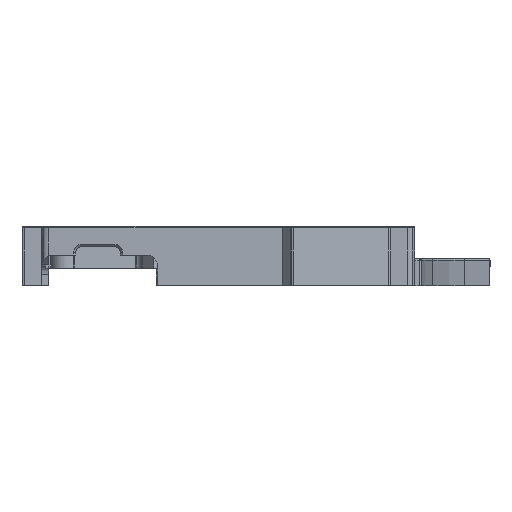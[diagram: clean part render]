
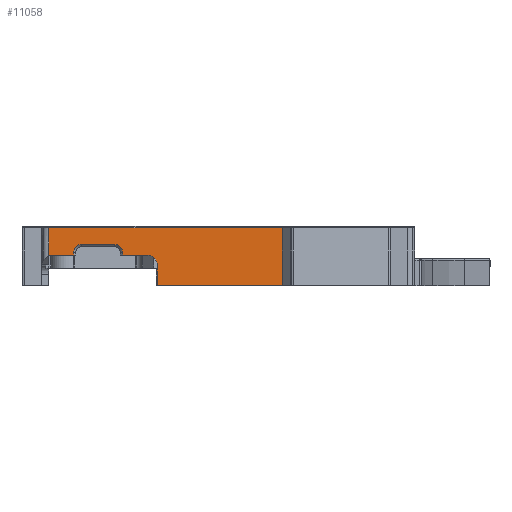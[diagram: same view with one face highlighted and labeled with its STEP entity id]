
A CAD part, left-side view. The second image highlights one B-rep face of the part: STEP entity #11058.
In plain terms, the highlighted planar face has unit normal (-1, 0, 0).
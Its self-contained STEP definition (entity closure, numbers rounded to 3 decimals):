
#108 = CARTESIAN_POINT ( 'NONE',  ( 28.638, -98.604, 10.2 ) ) ;
#265 = FACE_OUTER_BOUND ( 'NONE', #7843, .T. ) ;
#423 = EDGE_CURVE ( 'NONE', #784, #9992, #12194, .T. ) ;
#593 = ORIENTED_EDGE ( 'NONE', *, *, #14142, .F. ) ;
#676 = CARTESIAN_POINT ( 'NONE',  ( 28.638, -64.8, 4.93 ) ) ;
#784 = VERTEX_POINT ( 'NONE', #5372 ) ;
#930 = DIRECTION ( 'NONE',  ( 0., -1., 0. ) ) ;
#1205 = CARTESIAN_POINT ( 'NONE',  ( 28.638, -49.155, 10.2 ) ) ;
#1310 = DIRECTION ( 'NONE',  ( 0., -1., 0. ) ) ;
#1564 = DIRECTION ( 'NONE',  ( -1., 0., 0. ) ) ;
#1765 = VECTOR ( 'NONE', #9557, 1000. ) ;
#1789 = VERTEX_POINT ( 'NONE', #10435 ) ;
#1935 = CARTESIAN_POINT ( 'NONE',  ( 28.638, -70.1, 2.345 ) ) ;
#2079 = DIRECTION ( 'NONE',  ( -1., 0., 0. ) ) ;
#2192 = LINE ( 'NONE', #11592, #16867 ) ;
#2577 = DIRECTION ( 'NONE',  ( 0., 0., -1. ) ) ;
#2844 = VERTEX_POINT ( 'NONE', #10438 ) ;
#3395 = CARTESIAN_POINT ( 'NONE',  ( 28.638, -64.8, 2.44 ) ) ;
#4278 = DIRECTION ( 'NONE',  ( 0., 1., 0. ) ) ;
#4993 = ORIENTED_EDGE ( 'NONE', *, *, #13781, .F. ) ;
#5144 = CARTESIAN_POINT ( 'NONE',  ( 28.638, -63.1, 4.93 ) ) ;
#5164 = EDGE_CURVE ( 'NONE', #6772, #5284, #15089, .T. ) ;
#5262 = CARTESIAN_POINT ( 'NONE',  ( 28.638, -54.4, 1.855 ) ) ;
#5284 = VERTEX_POINT ( 'NONE', #1205 ) ;
#5372 = CARTESIAN_POINT ( 'NONE',  ( 28.638, -70.1, 4.345 ) ) ;
#5634 = VECTOR ( 'NONE', #8752, 1000. ) ;
#5750 = ORIENTED_EDGE ( 'NONE', *, *, #15794, .F. ) ;
#5889 = DIRECTION ( 'NONE',  ( 0., -1., 0. ) ) ;
#6566 = EDGE_CURVE ( 'NONE', #17451, #1789, #12832, .T. ) ;
#6670 = CARTESIAN_POINT ( 'NONE',  ( 28.638, -54.4, 4.93 ) ) ;
#6766 = VERTEX_POINT ( 'NONE', #676 ) ;
#6772 = VERTEX_POINT ( 'NONE', #8428 ) ;
#7593 = ORIENTED_EDGE ( 'NONE', *, *, #423, .T. ) ;
#7660 = EDGE_CURVE ( 'NONE', #16325, #15406, #18134, .T. ) ;
#7843 = EDGE_LOOP ( 'NONE', ( #9788, #8825, #9953, #9719, #17955, #11348, #593, #5750, #12051, #10095, #7593, #16647, #4993 ) ) ;
#8084 = VECTOR ( 'NONE', #9739, 1000. ) ;
#8299 = AXIS2_PLACEMENT_3D ( 'NONE', #9638, #2079, #15871 ) ;
#8311 = VECTOR ( 'NONE', #2577, 1000. ) ;
#8400 = AXIS2_PLACEMENT_3D ( 'NONE', #5144, #15299, #1310 ) ;
#8428 = CARTESIAN_POINT ( 'NONE',  ( 28.638, -49.155, 4.345 ) ) ;
#8437 = EDGE_CURVE ( 'NONE', #9992, #10739, #11878, .T. ) ;
#8752 = DIRECTION ( 'NONE',  ( 0., 0., 1. ) ) ;
#8825 = ORIENTED_EDGE ( 'NONE', *, *, #12701, .T. ) ;
#8851 = VECTOR ( 'NONE', #9810, 1000. ) ;
#9106 = DIRECTION ( 'NONE',  ( 0., 1., 0. ) ) ;
#9197 = CARTESIAN_POINT ( 'NONE',  ( 28.638, -72.1, 2.345 ) ) ;
#9304 = CIRCLE ( 'NONE', #11911, 1.7 ) ;
#9557 = DIRECTION ( 'NONE',  ( 0., 0., -1. ) ) ;
#9638 = CARTESIAN_POINT ( 'NONE',  ( 28.638, -47.655, -0.05 ) ) ;
#9719 = ORIENTED_EDGE ( 'NONE', *, *, #13437, .T. ) ;
#9739 = DIRECTION ( 'NONE',  ( 0., 0., 1. ) ) ;
#9788 = ORIENTED_EDGE ( 'NONE', *, *, #7660, .T. ) ;
#9810 = DIRECTION ( 'NONE',  ( 0., 0., 1. ) ) ;
#9953 = ORIENTED_EDGE ( 'NONE', *, *, #5164, .F. ) ;
#9992 = VERTEX_POINT ( 'NONE', #9197 ) ;
#10095 = ORIENTED_EDGE ( 'NONE', *, *, #19001, .T. ) ;
#10388 = CARTESIAN_POINT ( 'NONE',  ( 28.638, -98.604, -0.05 ) ) ;
#10435 = CARTESIAN_POINT ( 'NONE',  ( 28.638, -54.4, 4.345 ) ) ;
#10438 = CARTESIAN_POINT ( 'NONE',  ( 28.638, -64.8, 4.345 ) ) ;
#10739 = VERTEX_POINT ( 'NONE', #17918 ) ;
#10749 = CARTESIAN_POINT ( 'NONE',  ( 28.638, -56.1, 4.93 ) ) ;
#11058 = ADVANCED_FACE ( 'NONE', ( #265 ), #11385, .T. ) ;
#11211 = EDGE_CURVE ( 'NONE', #13288, #17451, #9304, .T. ) ;
#11290 = VECTOR ( 'NONE', #4278, 1000. ) ;
#11348 = ORIENTED_EDGE ( 'NONE', *, *, #11211, .F. ) ;
#11385 = PLANE ( 'NONE',  #8299 ) ;
#11592 = CARTESIAN_POINT ( 'NONE',  ( 28.638, -98.604, -2.05 ) ) ;
#11753 = CARTESIAN_POINT ( 'NONE',  ( 28.638, -48.405, 4.345 ) ) ;
#11878 = LINE ( 'NONE', #15040, #8311 ) ;
#11911 = AXIS2_PLACEMENT_3D ( 'NONE', #10749, #1564, #15553 ) ;
#12039 = CARTESIAN_POINT ( 'NONE',  ( 28.638, -49.155, -0.05 ) ) ;
#12051 = ORIENTED_EDGE ( 'NONE', *, *, #15717, .F. ) ;
#12194 = CIRCLE ( 'NONE', #19330, 2. ) ;
#12224 = LINE ( 'NONE', #18534, #12311 ) ;
#12311 = VECTOR ( 'NONE', #5889, 1000. ) ;
#12379 = LINE ( 'NONE', #16962, #13258 ) ;
#12701 = EDGE_CURVE ( 'NONE', #15406, #5284, #12379, .T. ) ;
#12832 = LINE ( 'NONE', #5262, #1765 ) ;
#12890 = CARTESIAN_POINT ( 'NONE',  ( 28.638, -98.604, -2.05 ) ) ;
#13258 = VECTOR ( 'NONE', #9106, 1000. ) ;
#13286 = LINE ( 'NONE', #11753, #14365 ) ;
#13288 = VERTEX_POINT ( 'NONE', #16201 ) ;
#13437 = EDGE_CURVE ( 'NONE', #6772, #1789, #12224, .T. ) ;
#13490 = LINE ( 'NONE', #14808, #11290 ) ;
#13781 = EDGE_CURVE ( 'NONE', #16325, #10739, #2192, .T. ) ;
#14142 = EDGE_CURVE ( 'NONE', #18778, #13288, #13490, .T. ) ;
#14365 = VECTOR ( 'NONE', #930, 1000. ) ;
#14444 = LINE ( 'NONE', #3395, #8084 ) ;
#14747 = DIRECTION ( 'NONE',  ( 0., 1., 0. ) ) ;
#14808 = CARTESIAN_POINT ( 'NONE',  ( 28.638, -51.878, 6.63 ) ) ;
#15040 = CARTESIAN_POINT ( 'NONE',  ( 28.638, -72.1, 1.147 ) ) ;
#15089 = LINE ( 'NONE', #12039, #5634 ) ;
#15299 = DIRECTION ( 'NONE',  ( -1., 0., 0. ) ) ;
#15406 = VERTEX_POINT ( 'NONE', #108 ) ;
#15553 = DIRECTION ( 'NONE',  ( 0., 0., 1. ) ) ;
#15717 = EDGE_CURVE ( 'NONE', #2844, #6766, #14444, .T. ) ;
#15794 = EDGE_CURVE ( 'NONE', #6766, #18778, #19808, .T. ) ;
#15871 = DIRECTION ( 'NONE',  ( 0., 0., 1. ) ) ;
#16201 = CARTESIAN_POINT ( 'NONE',  ( 28.638, -56.1, 6.63 ) ) ;
#16322 = DIRECTION ( 'NONE',  ( 1., 0., 0. ) ) ;
#16325 = VERTEX_POINT ( 'NONE', #12890 ) ;
#16647 = ORIENTED_EDGE ( 'NONE', *, *, #8437, .T. ) ;
#16867 = VECTOR ( 'NONE', #14747, 1000. ) ;
#16962 = CARTESIAN_POINT ( 'NONE',  ( 28.638, -47.655, 10.2 ) ) ;
#17451 = VERTEX_POINT ( 'NONE', #6670 ) ;
#17648 = DIRECTION ( 'NONE',  ( 0., -1., 0. ) ) ;
#17918 = CARTESIAN_POINT ( 'NONE',  ( 28.638, -72.1, -2.05 ) ) ;
#17955 = ORIENTED_EDGE ( 'NONE', *, *, #6566, .F. ) ;
#18134 = LINE ( 'NONE', #10388, #8851 ) ;
#18534 = CARTESIAN_POINT ( 'NONE',  ( 28.638, -48.405, 4.345 ) ) ;
#18778 = VERTEX_POINT ( 'NONE', #20022 ) ;
#19001 = EDGE_CURVE ( 'NONE', #2844, #784, #13286, .T. ) ;
#19330 = AXIS2_PLACEMENT_3D ( 'NONE', #1935, #16322, #17648 ) ;
#19808 = CIRCLE ( 'NONE', #8400, 1.7 ) ;
#20022 = CARTESIAN_POINT ( 'NONE',  ( 28.638, -63.1, 6.63 ) ) ;
